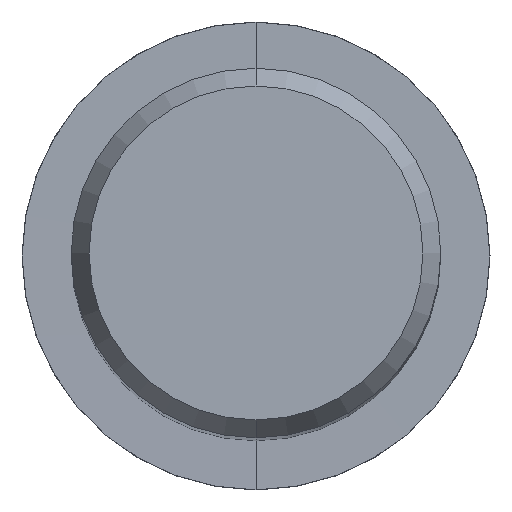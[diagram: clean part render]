
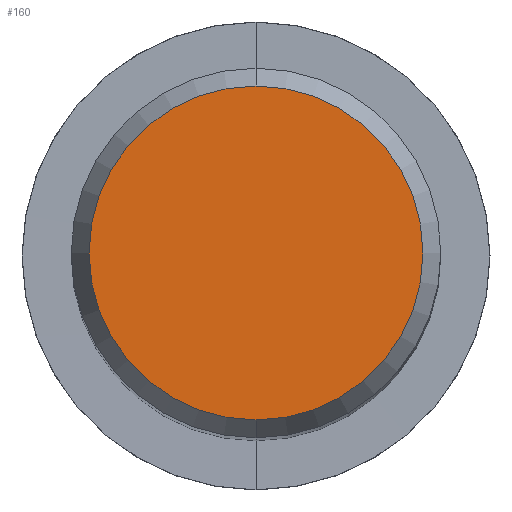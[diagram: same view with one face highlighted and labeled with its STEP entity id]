
A CAD part, top view. The second image highlights one B-rep face of the part: STEP entity #160.
In plain terms, the highlighted planar face has unit normal (0, 0, 1).
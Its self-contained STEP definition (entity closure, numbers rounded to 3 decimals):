
#144=VERTEX_POINT('',#266);
#146=VERTEX_POINT('',#268);
#148=EDGE_CURVE('',#146,#144,#270,.T.);
#160=ADVANCED_FACE('',(#284),#285,.T.);
#162=EDGE_CURVE('',#144,#146,#287,.T.);
#266=CARTESIAN_POINT('',(0.0,4.304,0.01));
#268=CARTESIAN_POINT('',(0.,-4.304,0.01));
#270=CIRCLE('',#404,4.304);
#284=FACE_OUTER_BOUND('',#423,.T.);
#285=PLANE('',#424);
#287=CIRCLE('',#427,4.304);
#404=AXIS2_PLACEMENT_3D('',#540,#541,#542);
#423=EDGE_LOOP('',(#557,#558));
#424=AXIS2_PLACEMENT_3D('',#559,#560,#561);
#427=AXIS2_PLACEMENT_3D('',#562,#563,#564);
#540=CARTESIAN_POINT('',(0.0,0.0,0.01));
#541=DIRECTION('',(0.0,0.0,-1.0));
#542=DIRECTION('',(0.0,1.0,0.0));
#557=ORIENTED_EDGE('',*,*,#162,.F.);
#558=ORIENTED_EDGE('',*,*,#148,.F.);
#559=CARTESIAN_POINT('',(0.0,2.152,0.01));
#560=DIRECTION('',(-0.0,0.0,1.0));
#561=DIRECTION('',(0.0,-1.0,0.0));
#562=CARTESIAN_POINT('',(0.0,0.0,0.01));
#563=DIRECTION('',(0.0,0.0,-1.0));
#564=DIRECTION('',(0.0,1.0,0.0));
